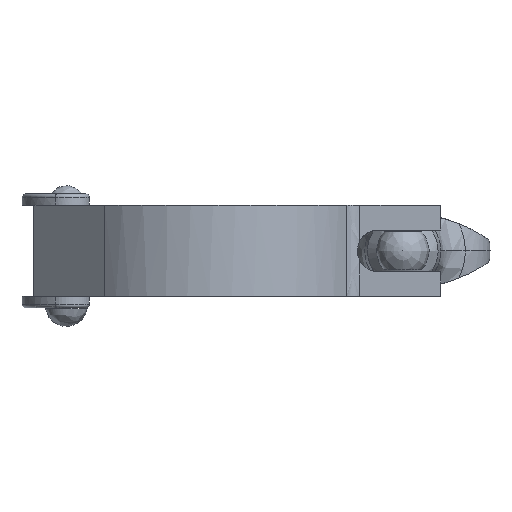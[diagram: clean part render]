
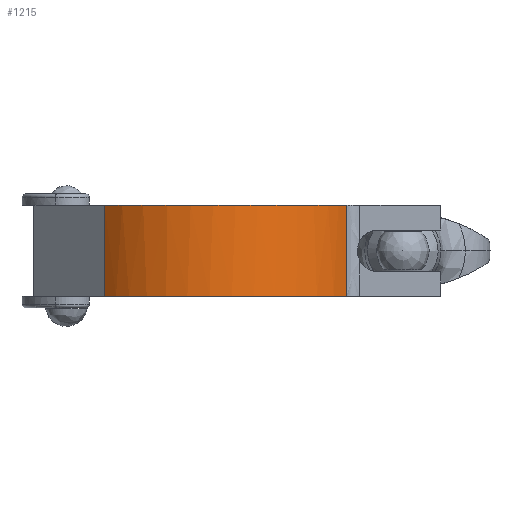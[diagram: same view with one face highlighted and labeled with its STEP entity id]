
A CAD part, front view. The second image highlights one B-rep face of the part: STEP entity #1215.
In plain terms, the highlighted free-form (B-spline) face has degree [2, 1] with [3, 2] control points.
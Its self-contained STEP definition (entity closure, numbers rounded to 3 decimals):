
#1115=CARTESIAN_POINT('V23',(27.926,-15.892,
   -19.05));
#1116=VERTEX_POINT('V23',#1115);
#1130=CARTESIAN_POINT('V24',(-22.72,-22.72,
   -19.05));
#1131=VERTEX_POINT('V24',#1130);
#1132=CARTESIAN_POINT('E27',(27.926,-15.892,
   -19.05));
#1133=CARTESIAN_POINT('E27',(7.081,-52.521,
   -19.05));
#1134=CARTESIAN_POINT('E27',(-22.72,-22.72,
   -19.05));
#1142=(BOUNDED_CURVE()B_SPLINE_CURVE(2,(#1132,#1133,#1134),
   .CIRCULAR_ARC.,.F.,.U.)CURVE()GEOMETRIC_REPRESENTATION_ITEM()
   QUASI_UNIFORM_CURVE()RATIONAL_B_SPLINE_CURVE((1.0,
   0.606,1.0))REPRESENTATION_ITEM('E27'));
#1143=EDGE_CURVE('E27',#1116,#1131,#1142,.T.);
#1171=CARTESIAN_POINT('F42',(27.926,-15.892,
   0.));
#1172=CARTESIAN_POINT('F42',(7.081,-52.521,
   0.));
#1173=CARTESIAN_POINT('F42',(-22.72,-22.72,
   0.));
#1174=CARTESIAN_POINT('F42',(27.926,-15.892,
   -19.05));
#1175=CARTESIAN_POINT('F42',(7.081,-52.521,
   -19.05));
#1176=CARTESIAN_POINT('F42',(-22.72,-22.72,
   -19.05));
#1184=(BOUNDED_SURFACE()B_SPLINE_SURFACE(2,1,((#1171,#1174),(
   #1172,#1175),(#1173,#1176)),.CYLINDRICAL_SURF.,.F.,.F.,.U.)
   B_SPLINE_SURFACE_WITH_KNOTS((3,3),(2,2),(0.0,
   4.425),(0.0,1.0),.UNSPECIFIED.)
   GEOMETRIC_REPRESENTATION_ITEM()RATIONAL_B_SPLINE_SURFACE(((1.0,
   1.0),(0.606,0.606),(1.0,1.0)))
   REPRESENTATION_ITEM('F42')SURFACE());
#1185=CARTESIAN_POINT('V47',(-22.72,-22.72,
   0.));
#1186=VERTEX_POINT('V47',#1185);
#1187=CARTESIAN_POINT('V71',(27.926,-15.892,
   0.));
#1188=VERTEX_POINT('V71',#1187);
#1189=CARTESIAN_POINT('E94',(-22.72,-22.72,
   0.0));
#1190=CARTESIAN_POINT('E94',(7.081,-52.521,
   0.0));
#1191=CARTESIAN_POINT('E94',(27.926,-15.892,
   0.0));
#1199=(BOUNDED_CURVE()B_SPLINE_CURVE(2,(#1189,#1190,#1191),
   .CIRCULAR_ARC.,.F.,.U.)CURVE()GEOMETRIC_REPRESENTATION_ITEM()
   QUASI_UNIFORM_CURVE()RATIONAL_B_SPLINE_CURVE((1.0,
   0.606,1.0))REPRESENTATION_ITEM('E94'));
#1200=EDGE_CURVE('E94',#1186,#1188,#1199,.T.);
#1201=ORIENTED_EDGE('E94',*,*,#1200,.F.);
#1202=CARTESIAN_POINT('E62',(-22.72,-22.72,
   -19.05));
#1203=CARTESIAN_POINT('E62',(-22.72,-22.72,
   0.));
#1204=QUASI_UNIFORM_CURVE('E62',1,(#1202,#1203),.POLYLINE_FORM.,.F.,
   .U.);
#1205=EDGE_CURVE('E62',#1131,#1186,#1204,.T.);
#1206=ORIENTED_EDGE('E62',*,*,#1205,.F.);
#1207=ORIENTED_EDGE('E27',*,*,#1143,.F.);
#1208=CARTESIAN_POINT('E126',(27.926,-15.892,
   -19.05));
#1209=CARTESIAN_POINT('E126',(27.926,-15.892,
   0.));
#1210=QUASI_UNIFORM_CURVE('E126',1,(#1208,#1209),.POLYLINE_FORM.,.F.,
   .U.);
#1211=EDGE_CURVE('E126',#1116,#1188,#1210,.T.);
#1212=ORIENTED_EDGE('E126',*,*,#1211,.T.);
#1213=EDGE_LOOP('F42',(#1201,#1206,#1207,#1212));
#1214=FACE_OUTER_BOUND('F42',#1213,.T.);
#1215=ADVANCED_FACE('F42',(#1214),#1184,.T.);
